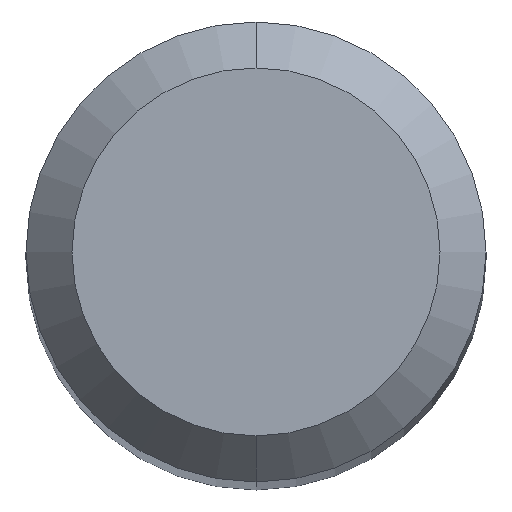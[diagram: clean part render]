
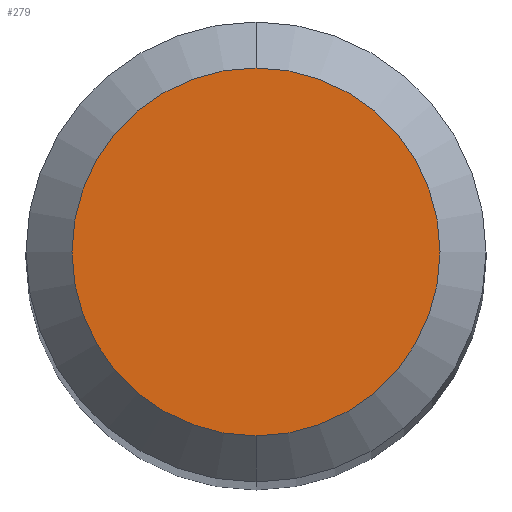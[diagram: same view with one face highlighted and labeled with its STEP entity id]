
A CAD part, top view. The second image highlights one B-rep face of the part: STEP entity #279.
In plain terms, the highlighted planar face has unit normal (0, 0, 1).
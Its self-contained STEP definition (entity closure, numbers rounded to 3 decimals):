
#191=EDGE_CURVE('',#213,#421,#500,.T.);
#213=VERTEX_POINT('',#522);
#279=ADVANCED_FACE('',(#601),#602,.T.);
#421=VERTEX_POINT('',#755);
#443=EDGE_CURVE('',#421,#213,#779,.T.);
#500=CIRCLE('',#837,1.2);
#522=CARTESIAN_POINT('',(0.0,1.2,0.0));
#601=FACE_OUTER_BOUND('',#1017,.T.);
#602=PLANE('',#1018);
#755=CARTESIAN_POINT('',(0.,-1.2,0.0));
#779=CIRCLE('',#1388,1.2);
#837=AXIS2_PLACEMENT_3D('',#1464,#1465,#1466);
#1017=EDGE_LOOP('',(#1610,#1611));
#1018=AXIS2_PLACEMENT_3D('',#1612,#1613,#1614);
#1388=AXIS2_PLACEMENT_3D('',#1783,#1784,#1785);
#1464=CARTESIAN_POINT('',(0.0,0.0,0.0));
#1465=DIRECTION('',(0.0,0.0,-1.0));
#1466=DIRECTION('',(0.0,1.0,0.0));
#1610=ORIENTED_EDGE('',*,*,#191,.F.);
#1611=ORIENTED_EDGE('',*,*,#443,.F.);
#1612=CARTESIAN_POINT('',(0.0,0.6,0.0));
#1613=DIRECTION('',(-0.0,0.0,1.0));
#1614=DIRECTION('',(0.0,-1.0,0.0));
#1783=CARTESIAN_POINT('',(0.0,0.0,0.0));
#1784=DIRECTION('',(0.0,0.0,-1.0));
#1785=DIRECTION('',(0.0,1.0,0.0));
